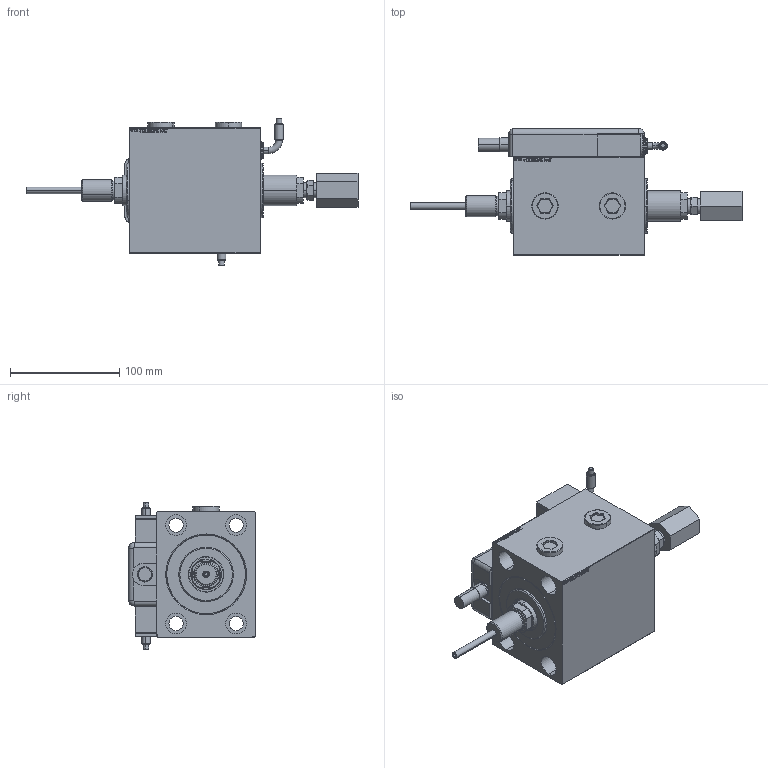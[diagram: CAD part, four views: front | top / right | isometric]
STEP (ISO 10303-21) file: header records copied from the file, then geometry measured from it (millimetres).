
FILE_DESCRIPTION (( 'STEP AP203' ), '1' );
FILE_NAME ('dc78.STEP', '2025-05-21T07:58:29', ( '' ), ( '' ), 'SwSTEP 2.0', 'SolidWorks 2019', '' );
FILE_SCHEMA (( 'CONFIG_CONTROL_DESIGN' ));
Length unit declared in the file: millimetre
Products named in the file (12): V450DCP_C_Body fbc59bc02ac78dd4231ab21bf12cc6e9; MAGNETIC SWITCH Q fbc59bc02ac78dd4231ab21bf12cc6e9; TYC fbc59bc02ac78dd4231ab21bf12cc6e9; PLUG fbc59bc02ac78dd4231ab21bf12cc6e9; V450DCP_VC_B fbc59bc02ac78dd4231ab21bf12cc6e9; dc78; SWITCH_Q_FRONT_BACK fbc59bc02ac78dd4231ab21bf12cc6e9; V450DCP_B_RodCooling_ACCESSORIES fbc59bc02ac78dd4231ab21bf12cc6e9; KRYT fbc59bc02ac78dd4231ab21bf12cc6e9; V450DCP_B_VCP fbc59bc02ac78dd4231ab21bf12cc6e9; SWITCH Q fbc59bc02ac78dd4231ab21bf12cc6e9; V450CP_MALE_METRIC fbc59bc02ac78dd4231ab21bf12cc6e9
Assembly tree (13 placements, depth 3):
  dc78
    V450DCP_C_Body fbc59bc02ac78dd4231ab21bf12cc6e9
    V450DCP_B_RodCooling_ACCESSORIES fbc59bc02ac78dd4231ab21bf12cc6e9
    MAGNETIC SWITCH Q fbc59bc02ac78dd4231ab21bf12cc6e9
      SWITCH_Q_FRONT_BACK fbc59bc02ac78dd4231ab21bf12cc6e9
      TYC fbc59bc02ac78dd4231ab21bf12cc6e9
      KRYT fbc59bc02ac78dd4231ab21bf12cc6e9
      SWITCH Q fbc59bc02ac78dd4231ab21bf12cc6e9  x2
    V450CP_MALE_METRIC fbc59bc02ac78dd4231ab21bf12cc6e9
    V450DCP_B_VCP fbc59bc02ac78dd4231ab21bf12cc6e9
    V450DCP_VC_B fbc59bc02ac78dd4231ab21bf12cc6e9
    PLUG fbc59bc02ac78dd4231ab21bf12cc6e9  x2
Bounding box: 303.7 x 115.8 x 135.01 mm (x, y, z)
Volume: 1278372.5 mm3; surface area: 233414.6 mm2
Topology: 13 solids, 13 shells, 1388 faces, 3460 edges, 2268 vertices
Faces by surface type: plane 664, bspline 475, cylinder 173, cone 48, torus 26, sphere 2
Entity records: 63875 total; most frequent: CARTESIAN_POINT 33959, ORIENTED_EDGE 6588, DIRECTION 4422, EDGE_CURVE 3294, VERTEX_POINT 2167, VECTOR 1924, LINE 1924, EDGE_LOOP 1509
